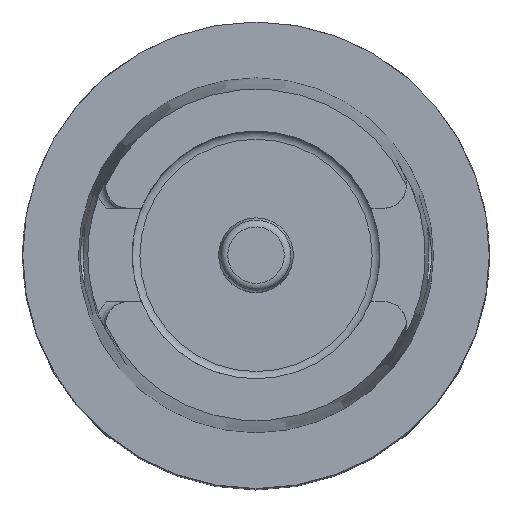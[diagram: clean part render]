
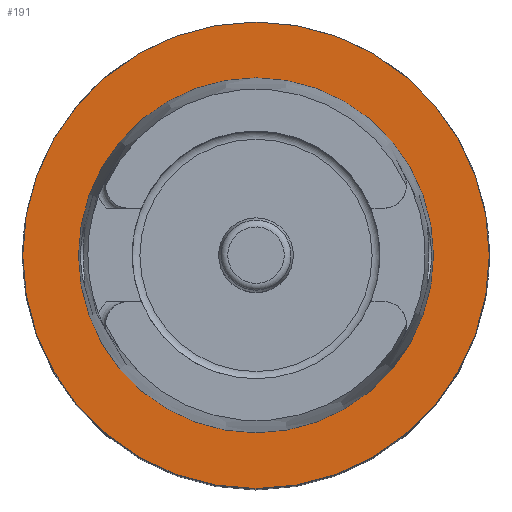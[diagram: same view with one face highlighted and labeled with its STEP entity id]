
A CAD part, top view. The second image highlights one B-rep face of the part: STEP entity #191.
In plain terms, the highlighted planar face has unit normal (0, 0, 1).
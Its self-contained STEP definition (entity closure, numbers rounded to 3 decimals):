
#44=FACE_BOUND('',#349,.T.);
#45=FACE_BOUND('',#350,.T.);
#191=ADVANCED_FACE('',(#44,#45),#247,.F.);
#247=PLANE('',#1358);
#349=EDGE_LOOP('',(#678));
#350=EDGE_LOOP('',(#679));
#440=CIRCLE('',#1355,49.965);
#441=CIRCLE('',#1357,38.008);
#678=ORIENTED_EDGE('',*,*,#1050,.F.);
#679=ORIENTED_EDGE('',*,*,#1049,.F.);
#893=VERTEX_POINT('',#2064);
#894=VERTEX_POINT('',#2067);
#1049=EDGE_CURVE('',#893,#893,#440,.T.);
#1050=EDGE_CURVE('',#894,#894,#441,.T.);
#1355=AXIS2_PLACEMENT_3D('',#2063,#1621,#1622);
#1357=AXIS2_PLACEMENT_3D('',#2066,#1625,#1626);
#1358=AXIS2_PLACEMENT_3D('',#2068,#1627,#1628);
#1621=DIRECTION('',(0.,0.,-1.));
#1622=DIRECTION('',(-1.,0.,0.));
#1625=DIRECTION('',(0.,0.,1.));
#1626=DIRECTION('',(-1.,0.,0.));
#1627=DIRECTION('',(0.,0.,-1.));
#1628=DIRECTION('',(-1.,0.,0.));
#2063=CARTESIAN_POINT('',(0.,0.,0.));
#2064=CARTESIAN_POINT('',(-49.965,0.,0.));
#2066=CARTESIAN_POINT('',(0.,0.,0.));
#2067=CARTESIAN_POINT('',(-38.008,0.,0.));
#2068=CARTESIAN_POINT('',(0.,-39.479,0.));
